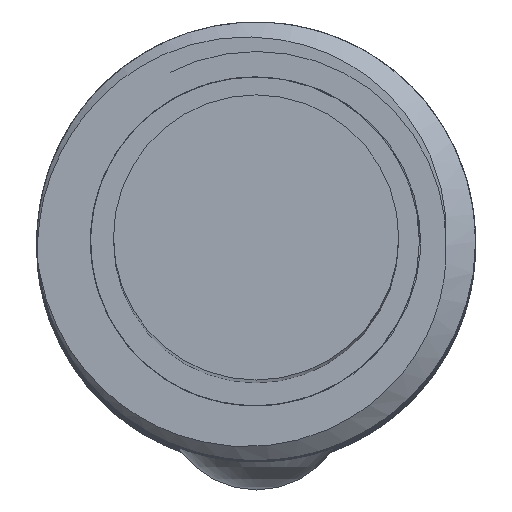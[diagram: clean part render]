
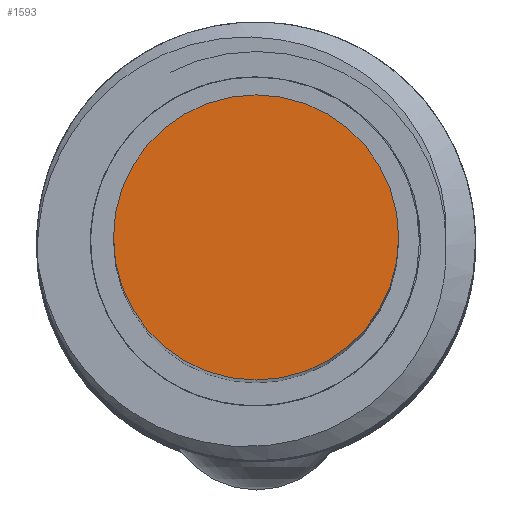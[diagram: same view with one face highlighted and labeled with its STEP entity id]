
A CAD part, top view. The second image highlights one B-rep face of the part: STEP entity #1593.
In plain terms, the highlighted planar face has unit normal (0, 0, 1).
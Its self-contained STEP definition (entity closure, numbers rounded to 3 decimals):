
#42=PLANE('',#1724);
#122=FACE_OUTER_BOUND('',#210,.T.);
#210=EDGE_LOOP('',(#1370));
#249=CIRCLE('',#1723,1.3);
#701=VERTEX_POINT('',#13249);
#943=EDGE_CURVE('',#701,#701,#249,.T.);
#1370=ORIENTED_EDGE('',*,*,#943,.T.);
#1593=ADVANCED_FACE('',(#122),#42,.T.);
#1723=AXIS2_PLACEMENT_3D('',#13251,#2008,#2009);
#1724=AXIS2_PLACEMENT_3D('',#13252,#2010,#2011);
#2008=DIRECTION('center_axis',(0.,0.,1.));
#2009=DIRECTION('ref_axis',(1.,0.,0.));
#2010=DIRECTION('center_axis',(0.,0.,1.));
#2011=DIRECTION('ref_axis',(1.,0.,0.));
#13249=CARTESIAN_POINT('',(0.845,-0.015,54.98));
#13251=CARTESIAN_POINT('Origin',(-0.455,-0.015,
54.98));
#13252=CARTESIAN_POINT('Origin',(-0.455,-0.015,
54.98));
